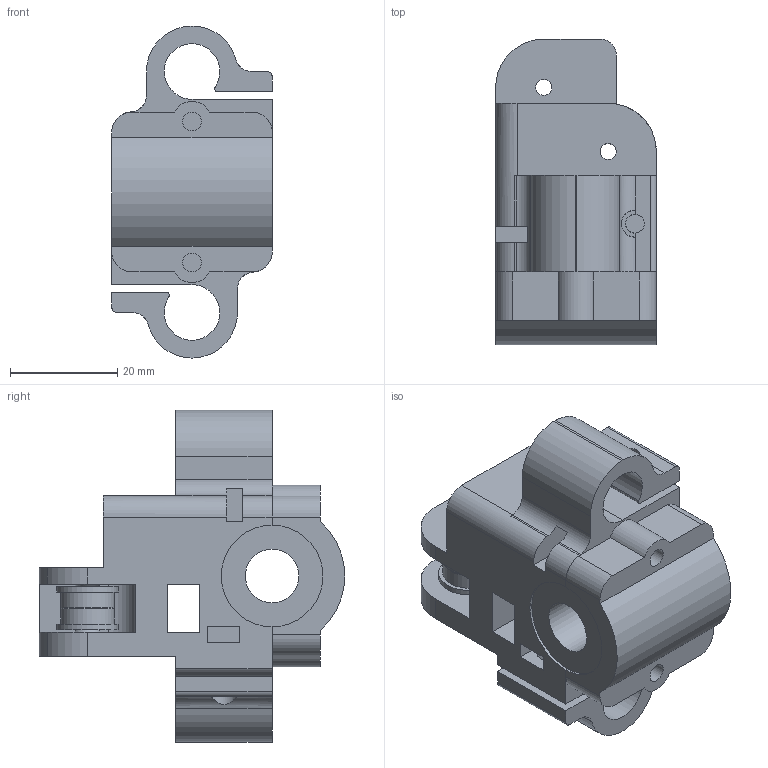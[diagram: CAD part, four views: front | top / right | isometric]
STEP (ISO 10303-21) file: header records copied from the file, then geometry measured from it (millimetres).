
FILE_DESCRIPTION(/* description */ (''),/* implementation_level */ '2;1');
FILE_NAME(/* name */ 'Y Carriage LM10UU alt v14.step',/* time_stamp */ '2020-10-20T11:50:57+02:00',/* author */ (''),/* organization */ (''),/* preprocessor_version */ 'ST-DEVELOPER v18.1',/* originating_system */ 'Autodesk Translation Framework v9.3.0.1241',/* authorisation */ '');
FILE_SCHEMA (('AUTOMOTIVE_DESIGN { 1 0 10303 214 3 1 1 }'));
Length unit declared in the file: millimetre
Products named in the file (3): Y Carriage LM10UU alt; F623ZZ; LM10UU
Assembly tree (5 placements, depth 2):
  Y Carriage LM10UU alt
    F623ZZ  x4
    LM10UU
Bounding box: 30 x 57.08 x 62 mm (x, y, z)
Volume: 38581.6 mm3; surface area: 20915.1 mm2
Topology: 7 solids, 7 shells, 185 faces, 457 edges, 302 vertices
Faces by surface type: plane 101, cylinder 76, cone 8
Full cylindrical faces by diameter (mm): 3 x8, 3.5 x14, 10 x5, 11.5 x4, 18 x2, 19 x3
Entity records: 5266 total; most frequent: CARTESIAN_POINT 936, DIRECTION 914, ORIENTED_EDGE 848, EDGE_CURVE 424, AXIS2_PLACEMENT_3D 321, VERTEX_POINT 281, LINE 272, VECTOR 272
